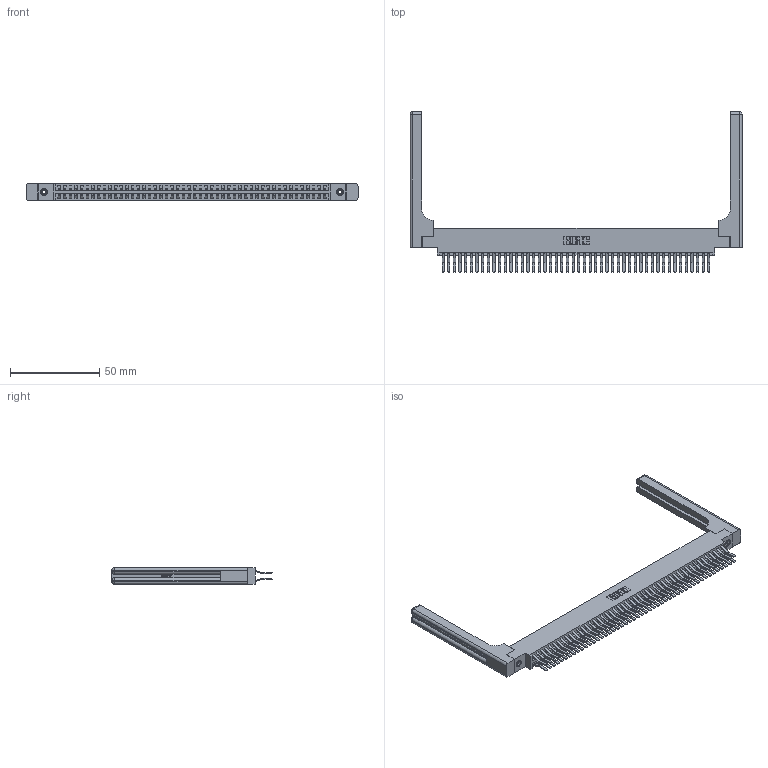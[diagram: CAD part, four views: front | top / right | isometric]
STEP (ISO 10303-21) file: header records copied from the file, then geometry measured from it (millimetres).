
FILE_DESCRIPTION (( 'STEP AP203' ), '1' );
FILE_NAME ('346-096-560-858.STEP', '2022-05-26T17:27:20', ( '' ), ( '' ), 'SwSTEP 2.0', 'SolidWorks 2020', '' );
FILE_SCHEMA (( 'CONFIG_CONTROL_DESIGN' ));
Length unit declared in the file: inch
Products named in the file (5): 345-250-001_345-250-001-102; 346-220-058_345-220-058; 345-292-001_560 Tail; 346-096-560-858; 346 Part_0.170 Offset - 0.156 Dia-TH
Assembly tree (101 placements, depth 2):
  346-096-560-858
    346 Part_0.170 Offset - 0.156 Dia-TH
    345-292-001_560 Tail  x96
    345-250-001_345-250-001-102  x2
    346-220-058_345-220-058  x2
Bounding box: 186.46 x 90.05 x 9.4 mm (x, y, z)
Volume: 26179.7 mm3; surface area: 32644.4 mm2
Topology: 101 solids, 101 shells, 5580 faces, 16499 edges, 10850 vertices
Faces by surface type: plane 3602, cylinder 1918, bspline 36, cone 12, sphere 8, torus 4
Entity records: 36336 total; most frequent: CARTESIAN_POINT 6995, ORIENTED_EDGE 5724, DIRECTION 5150, EDGE_CURVE 2862, LINE 2442, VECTOR 2442, VERTEX_POINT 1898, AXIS2_PLACEMENT_3D 1354
